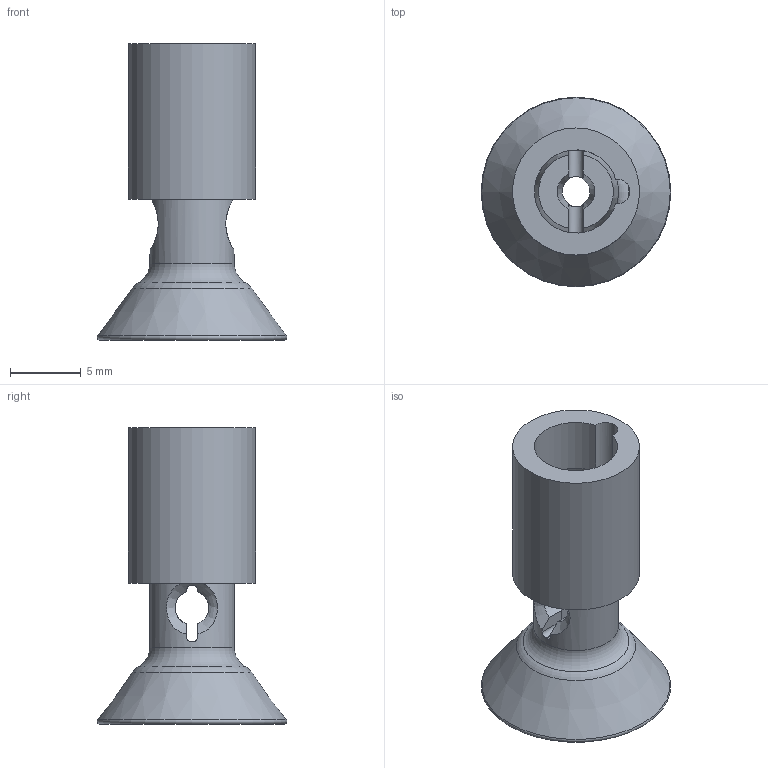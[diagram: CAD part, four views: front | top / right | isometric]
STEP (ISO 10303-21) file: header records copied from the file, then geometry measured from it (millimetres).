
FILE_DESCRIPTION(/* description */ (''),/* implementation_level */ '2;1');
FILE_NAME(/* name */ 'Test Lead Push-On Adapter v2.step',/* time_stamp */ '2020-02-18T03:54:12-05:00',/* author */ (''),/* organization */ (''),/* preprocessor_version */ 'ST-DEVELOPER v18',/* originating_system */ 'Autodesk Translation Framework v8.12.0.6',/* authorisation */ '');
FILE_SCHEMA (('AUTOMOTIVE_DESIGN { 1 0 10303 214 3 1 1 }'));
Length unit declared in the file: millimetre
Products named in the file (2): Test Lead Push-On Adapter; Meter Lead Push-On Adapter
Assembly tree (1 placements, depth 2):
  Test Lead Push-On Adapter
    Meter Lead Push-On Adapter
Bounding box: 13.43 x 13.43 x 21 mm (x, y, z)
Volume: 969.8 mm3; surface area: 1332.8 mm2
Topology: 2 solids, 2 shells, 57 faces, 179 edges, 122 vertices
Faces by surface type: plane 25, cylinder 17, cone 10, torus 3, bspline 2
Full cylindrical faces by diameter (mm): 6 x1, 9 x1
Entity records: 3227 total; most frequent: CARTESIAN_POINT 1666, ORIENTED_EDGE 358, DIRECTION 274, EDGE_CURVE 179, VERTEX_POINT 122, AXIS2_PLACEMENT_3D 104, LINE 66, VECTOR 66
